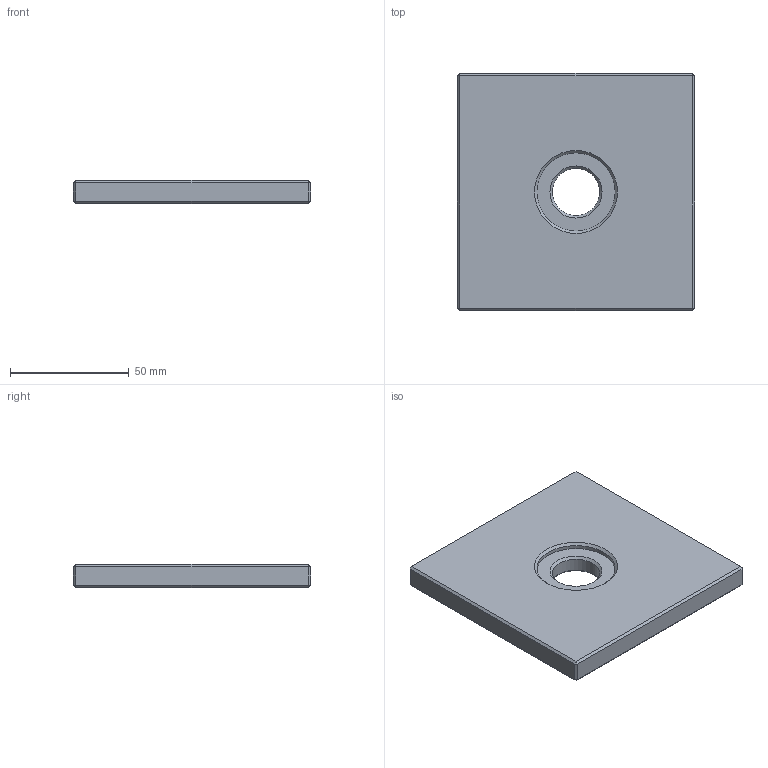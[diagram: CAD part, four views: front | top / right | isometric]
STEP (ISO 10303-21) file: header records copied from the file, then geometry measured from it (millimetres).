
FILE_DESCRIPTION(/* description */ (''),/* implementation_level */ '2;1');
FILE_NAME(/* name */ '10411_KriTec_Druckplatte_100x100x10_Aluminium_fuer_Bodenhülse_M32.stp',/* time_stamp */ '2015-02-12T15:44:28+01:00',/* author */ ('kostic'),/* organization */ (''),/* preprocessor_version */ 'ST-DEVELOPER v15.2',/* originating_system */ 'Autodesk Inventor 2014',/* authorisation */ '');
FILE_SCHEMA (('CONFIG_CONTROL_DESIGN'));
Length unit declared in the file: millimetre
Products named in the file (1): 10411_KriTec_Druckplatte_100x100x10_Aluminium_fuer_Bodenhülse_M32
Bounding box: 100 x 100 x 10 mm (x, y, z)
Volume: 94973.1 mm3; surface area: 23476.6 mm2
Topology: 1 solids, 1 shells, 32 faces, 60 edges, 31 vertices
Faces by surface type: plane 27, cone 3, cylinder 2
Full cylindrical faces by diameter (mm): 20 x1, 33 x1
Entity records: 755 total; most frequent: DIRECTION 128, CARTESIAN_POINT 119, ORIENTED_EDGE 110, EDGE_CURVE 55, LINE 48, VECTOR 48, EDGE_LOOP 40, AXIS2_PLACEMENT_3D 40
